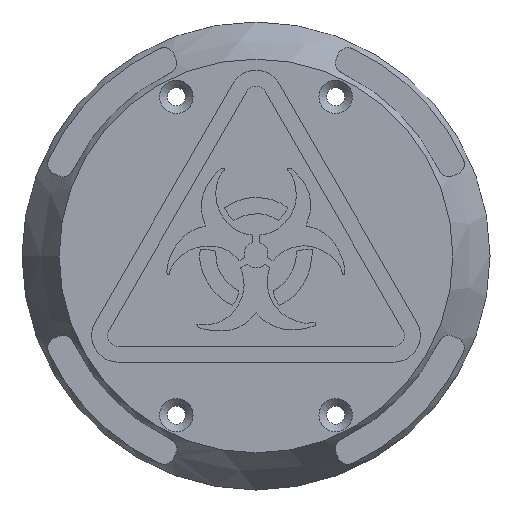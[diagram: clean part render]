
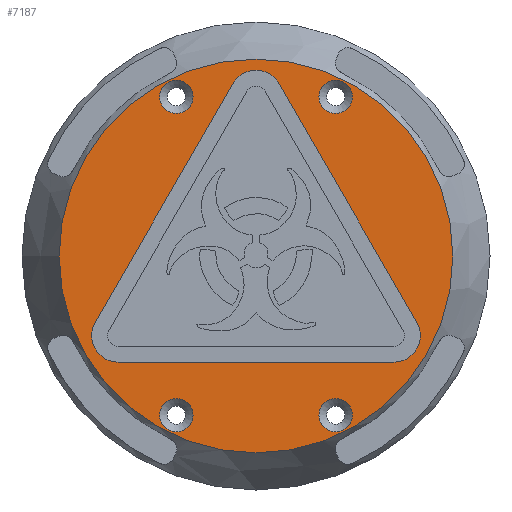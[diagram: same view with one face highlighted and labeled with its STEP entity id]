
A CAD part, front view. The second image highlights one B-rep face of the part: STEP entity #7187.
In plain terms, the highlighted planar face has unit normal (0, -1, 0).
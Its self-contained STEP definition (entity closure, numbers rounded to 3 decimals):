
#40=FACE_BOUND('',#1170,.T.);
#41=FACE_BOUND('',#1171,.T.);
#42=FACE_BOUND('',#1172,.T.);
#43=FACE_BOUND('',#1173,.T.);
#44=FACE_BOUND('',#1174,.T.);
#96=CIRCLE('',#7463,5.);
#98=CIRCLE('',#7467,5.);
#100=CIRCLE('',#7471,5.);
#102=CIRCLE('',#7483,37.1);
#103=CIRCLE('',#7484,3.15);
#104=CIRCLE('',#7485,3.15);
#105=CIRCLE('',#7486,3.15);
#106=CIRCLE('',#7487,3.15);
#475=PLANE('',#7482);
#768=FACE_OUTER_BOUND('',#1169,.T.);
#1169=EDGE_LOOP('',(#5649));
#1170=EDGE_LOOP('',(#5650));
#1171=EDGE_LOOP('',(#5651));
#1172=EDGE_LOOP('',(#5652));
#1173=EDGE_LOOP('',(#5653));
#1174=EDGE_LOOP('',(#5654,#5655,#5656,#5657,#5658,#5659));
#1586=LINE('',#11462,#2071);
#1590=LINE('',#11474,#2075);
#1594=LINE('',#11485,#2079);
#2071=VECTOR('',#8214,10.);
#2075=VECTOR('',#8226,10.);
#2079=VECTOR('',#8238,10.);
#3048=VERTEX_POINT('',#11452);
#3049=VERTEX_POINT('',#11453);
#3052=VERTEX_POINT('',#11461);
#3054=VERTEX_POINT('',#11467);
#3056=VERTEX_POINT('',#11473);
#3058=VERTEX_POINT('',#11479);
#3132=VERTEX_POINT('',#12000);
#3133=VERTEX_POINT('',#12002);
#3134=VERTEX_POINT('',#12004);
#3135=VERTEX_POINT('',#12006);
#3136=VERTEX_POINT('',#12008);
#3927=EDGE_CURVE('',#3048,#3049,#96,.T.);
#3931=EDGE_CURVE('',#3052,#3048,#1586,.T.);
#3934=EDGE_CURVE('',#3054,#3052,#98,.T.);
#3937=EDGE_CURVE('',#3056,#3054,#1590,.T.);
#3940=EDGE_CURVE('',#3058,#3056,#100,.T.);
#3943=EDGE_CURVE('',#3049,#3058,#1594,.T.);
#4053=EDGE_CURVE('',#3132,#3132,#102,.T.);
#4054=EDGE_CURVE('',#3133,#3133,#103,.T.);
#4055=EDGE_CURVE('',#3134,#3134,#104,.T.);
#4056=EDGE_CURVE('',#3135,#3135,#105,.T.);
#4057=EDGE_CURVE('',#3136,#3136,#106,.T.);
#5649=ORIENTED_EDGE('',*,*,#4053,.F.);
#5650=ORIENTED_EDGE('',*,*,#4054,.T.);
#5651=ORIENTED_EDGE('',*,*,#4055,.T.);
#5652=ORIENTED_EDGE('',*,*,#4056,.T.);
#5653=ORIENTED_EDGE('',*,*,#4057,.T.);
#5654=ORIENTED_EDGE('',*,*,#3927,.T.);
#5655=ORIENTED_EDGE('',*,*,#3943,.T.);
#5656=ORIENTED_EDGE('',*,*,#3940,.T.);
#5657=ORIENTED_EDGE('',*,*,#3937,.T.);
#5658=ORIENTED_EDGE('',*,*,#3934,.T.);
#5659=ORIENTED_EDGE('',*,*,#3931,.T.);
#7187=ADVANCED_FACE('',(#768,#40,#41,#42,#43,#44),#475,.T.);
#7463=AXIS2_PLACEMENT_3D('',#11454,#8206,#8207);
#7467=AXIS2_PLACEMENT_3D('',#11468,#8219,#8220);
#7471=AXIS2_PLACEMENT_3D('',#11480,#8231,#8232);
#7482=AXIS2_PLACEMENT_3D('',#11999,#8298,#8299);
#7483=AXIS2_PLACEMENT_3D('',#12001,#8300,#8301);
#7484=AXIS2_PLACEMENT_3D('',#12003,#8302,#8303);
#7485=AXIS2_PLACEMENT_3D('',#12005,#8304,#8305);
#7486=AXIS2_PLACEMENT_3D('',#12007,#8306,#8307);
#7487=AXIS2_PLACEMENT_3D('',#12009,#8308,#8309);
#8206=DIRECTION('center_axis',(0.,1.,0.));
#8207=DIRECTION('ref_axis',(0.,0.,-1.));
#8214=DIRECTION('',(0.5,0.,-0.866));
#8219=DIRECTION('center_axis',(0.,1.,0.));
#8220=DIRECTION('ref_axis',(0.866,0.,0.5));
#8226=DIRECTION('',(0.5,0.,0.866));
#8231=DIRECTION('center_axis',(0.,1.,0.));
#8232=DIRECTION('ref_axis',(-0.866,0.,0.5));
#8238=DIRECTION('',(-1.,0.,0.));
#8298=DIRECTION('center_axis',(0.,-1.,0.));
#8299=DIRECTION('ref_axis',(0.,0.,-1.));
#8300=DIRECTION('center_axis',(0.,1.,0.));
#8301=DIRECTION('ref_axis',(1.,0.,0.));
#8302=DIRECTION('center_axis',(0.,1.,0.));
#8303=DIRECTION('ref_axis',(1.,0.,0.));
#8304=DIRECTION('center_axis',(0.,1.,0.));
#8305=DIRECTION('ref_axis',(-1.,0.,0.));
#8306=DIRECTION('center_axis',(0.,1.,0.));
#8307=DIRECTION('ref_axis',(1.,0.,0.));
#8308=DIRECTION('center_axis',(0.,1.,0.));
#8309=DIRECTION('ref_axis',(-1.,0.,0.));
#11452=CARTESIAN_POINT('',(30.311,-17.,-12.5));
#11453=CARTESIAN_POINT('',(25.981,-17.,-20.));
#11454=CARTESIAN_POINT('Origin',(25.981,-17.,-15.));
#11461=CARTESIAN_POINT('',(4.33,-17.,32.5));
#11462=CARTESIAN_POINT('',(15.463,-17.,13.218));
#11467=CARTESIAN_POINT('',(-4.33,-17.,32.5));
#11468=CARTESIAN_POINT('Origin',(0.,-17.,30.));
#11473=CARTESIAN_POINT('',(-30.311,-17.,-12.5));
#11474=CARTESIAN_POINT('',(-19.178,-17.,6.782));
#11479=CARTESIAN_POINT('',(-25.981,-17.,-20.));
#11480=CARTESIAN_POINT('Origin',(-25.981,-17.,-15.));
#11485=CARTESIAN_POINT('',(31.54,-17.,-20.));
#11999=CARTESIAN_POINT('Origin',(37.1,-17.,0.));
#12000=CARTESIAN_POINT('',(-37.1,-17.,0.));
#12001=CARTESIAN_POINT('Origin',(0.,-17.,0.));
#12002=CARTESIAN_POINT('',(-18.15,-17.,30.));
#12003=CARTESIAN_POINT('Origin',(-15.,-17.,30.));
#12004=CARTESIAN_POINT('',(18.15,-17.,30.));
#12005=CARTESIAN_POINT('Origin',(15.,-17.,30.));
#12006=CARTESIAN_POINT('',(-18.15,-17.,-30.));
#12007=CARTESIAN_POINT('Origin',(-15.,-17.,-30.));
#12008=CARTESIAN_POINT('',(18.15,-17.,-30.));
#12009=CARTESIAN_POINT('Origin',(15.,-17.,-30.));
